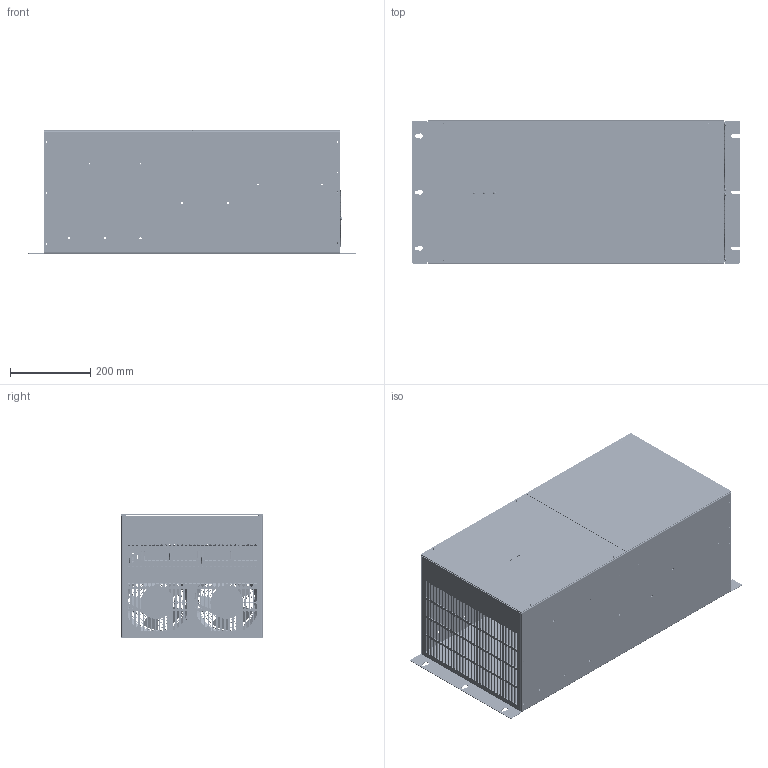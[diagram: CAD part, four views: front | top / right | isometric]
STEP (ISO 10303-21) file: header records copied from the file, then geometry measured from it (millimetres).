
FILE_DESCRIPTION (( 'STEP AP214' ), '1' );
FILE_NAME ('M3712-x125-K14.STEP', '2024-03-26T16:04:54', ( '' ), ( '' ), 'SwSTEP 2.0', 'SolidWorks 2023', '' );
FILE_SCHEMA (( 'AUTOMOTIVE_DESIGN' ));
Length unit declared in the file: inch
Products named in the file (43): TS PDB-1452599; MTW 3712-K14-TVB; pan cross head_ai_CR-PHMS 0.164-32x0.625x0.625-N; RS MCRL01002R000KHB00; MTW 3712-K14-UF; self-clinching nut_pmi_PEM CLS-632-2 ---N; SUB 3712-K14-FAN; HEX STANDOFF_#6-32x0.625; lock washer spring regular_ai_Regular LW 0.19; machine screw nut hex_ai_MSHXNUT 0.190-32-S-N; M3712-x125-K14; FS HOLDR-10; pan cross head_ai_CR-PHMS 0.25-20x0.625x0.625-N; machine screw nut hex_ai_MSHXNUT 0.164-32-S-N; MTW 3712-K14-TAB; self-clinching nut_pmi_PEM CLS-832-2 ---S; FN 6.0-115AC-212; self-clinching nut_pmi_PEM CLS-832-2 ---N; SUB 3712-K14-BOARD; MTW 3712-K14-TCP; 3712C1F; MTW 3712-K14-TSB; machine screw nut hex_ai_MSHXNUT 0.250-20-S-N; lock washer spring regular_ai_Regular LW 0.25; WA LSS-250MCM; MTW 3712-K14-BCP; pan cross head_ai_CR-PHMS 0.138-32x0.375x0.375-N; SUB 3712-K14-TERMINAL; pan cross head_ai_CR-PHMS 0.164-32x0.375x0.375-N; lock washer spring regular_ai_Regular LW 0.164; self-clinching nut_pmi_PEM CLSS-032-2 ---S; FN 6.0-GRILL; flat washer type b narrow_ai_Narrow FW 0.19; MTW 3712-K14-FAB; lock washer spring regular_ai_Regular LW 0.138; MTW 3712-K14-BDB; pan cross head_ai_CR-PHMS 0.19-32x0.625x0.625-S
Assembly tree (130 placements, depth 4):
  M3712-x125-K14
    MTW 3712-K14-UF
      MTW 3712-K14-UF
      self-clinching nut_pmi_PEM CLS-632-2 ---N  x8
    SUB 3712-K14-BOARD
      MTW 3712-K14-BDB
        MTW 3712-K14-BDB
        self-clinching nut_pmi_PEM CLS-832-2 ---S  x8
      RS MCRL01002R000KHB00
      FS HOLDR-10
      HEX STANDOFF_#6-32x0.625  x4
      3712C1F
      lock washer spring regular_ai_Regular LW 0.138  x8
      pan cross head_ai_CR-PHMS 0.138-32x0.375x0.375-N  x8
      lock washer spring regular_ai_Regular LW 0.164  x4
      pan cross head_ai_CR-PHMS 0.164-32x0.375x0.375-N  x2
    SUB 3712-K14-TERMINAL
      MTW 3712-K14-TSB
        MTW 3712-K14-TSB
        self-clinching nut_pmi_PEM CLSS-032-2 ---S  x4
      TS PDB-1452599  x2
      WA LSS-250MCM
      flat washer type b narrow_ai_Narrow FW 0.19  x8
      lock washer spring regular_ai_Regular LW 0.19  x8
      pan cross head_ai_CR-PHMS 0.19-32x0.625x0.625-S  x8
      machine screw nut hex_ai_MSHXNUT 0.190-32-S-N  x8
      lock washer spring regular_ai_Regular LW 0.25
      pan cross head_ai_CR-PHMS 0.25-20x0.625x0.625-N
      machine screw nut hex_ai_MSHXNUT 0.250-20-S-N
    SUB 3712-K14-FAN
      MTW 3712-K14-FAB
        MTW 3712-K14-FAB
        self-clinching nut_pmi_PEM CLS-832-2 ---N  x4
      FN 6.0-115AC-212  x2
      FN 6.0-GRILL  x2
      pan cross head_ai_CR-PHMS 0.164-32x0.625x0.625-N  x4
      machine screw nut hex_ai_MSHXNUT 0.164-32-S-N  x4
    MTW 3712-K14-TVB
      MTW 3712-K14-TVB
      self-clinching nut_pmi_PEM CLS-832-2 ---N  x6
    MTW 3712-K14-TCP
    MTW 3712-K14-BCP
    MTW 3712-K14-TAB
      MTW 3712-K14-TAB
      self-clinching nut_pmi_PEM CLS-832-2 ---N  x4
Bounding box: 815.34 x 355.6 x 306.32 mm (x, y, z)
Volume: 4271127 mm3; surface area: 3390915.4 mm2
Topology: 122 solids, 134 shells, 9512 faces, 25332 edges, 16220 vertices
Faces by surface type: plane 4972, cylinder 2521, cone 1306, bspline 493, torus 150, sphere 70
Entity records: 134822 total; most frequent: CARTESIAN_POINT 39222, ORIENTED_EDGE 19837, DIRECTION 18732, EDGE_CURVE 10162, VERTEX_POINT 6603, AXIS2_PLACEMENT_3D 6466, VECTOR 5800, LINE 5800
